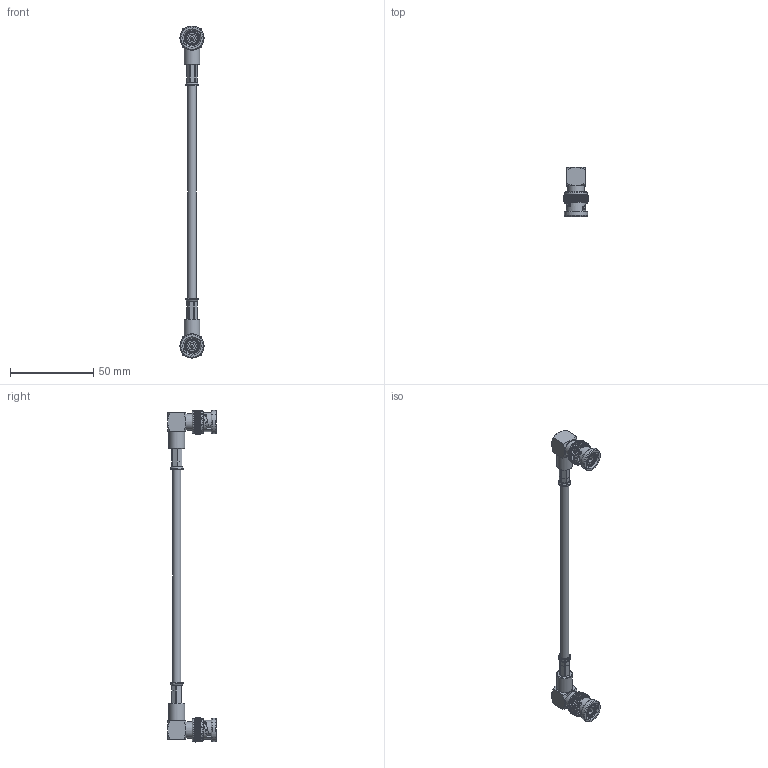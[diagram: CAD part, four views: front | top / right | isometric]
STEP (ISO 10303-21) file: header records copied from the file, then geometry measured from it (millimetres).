
FILE_DESCRIPTION (( 'STEP AP203' ), '1' );
FILE_NAME ('PE3025_3D.step', '2022-04-14T14:59:59', ( '' ), ( '' ), 'SwSTEP 2.0', 'SolidWorks 2021', '' );
FILE_SCHEMA (( 'CONFIG_CONTROL_DESIGN' ));
Length unit declared in the file: inch
Products named in the file (3): PE4298^PE3025; PE3025_3D; RG58CU^PE3025_RG58
Assembly tree (3 placements, depth 2):
  PE3025_3D
    RG58CU^PE3025_RG58
    PE4298^PE3025  x2
Bounding box: 14.46 x 29.21 x 198.86 mm (x, y, z)
Volume: 10197.1 mm3; surface area: 9987.1 mm2
Topology: 7 solids, 9 shells, 969 faces, 2249 edges, 1328 vertices
Faces by surface type: plane 386, cone 300, cylinder 253, bspline 30
Full cylindrical faces by diameter (mm): 0.711 x2, 0.965 x2, 1.016 x2, 1.092 x2, 1.27 x2, 1.627 x2, 2.054 x2, 2.184 x2, 2.212 x2, 2.489 x2, 2.691 x2, 3.81 x2, 4 x2, 4.877 x2, 4.953 x1, 5.5 x2, 6.502 x2, 6.904 x2, 7.057 x2, 7.501 x2, 7.518 x2, 9.395 x2, 9.5 x2, 9.991 x2, 11.395 x2, 11.515 x2, 13.38 x4, 13.922 x2
Entity records: 17290 total; most frequent: CARTESIAN_POINT 6777, ORIENTED_EDGE 2140, DIRECTION 2018, EDGE_CURVE 1070, AXIS2_PLACEMENT_3D 848, VERTEX_POINT 650, EDGE_LOOP 550, FACE_OUTER_BOUND 517
